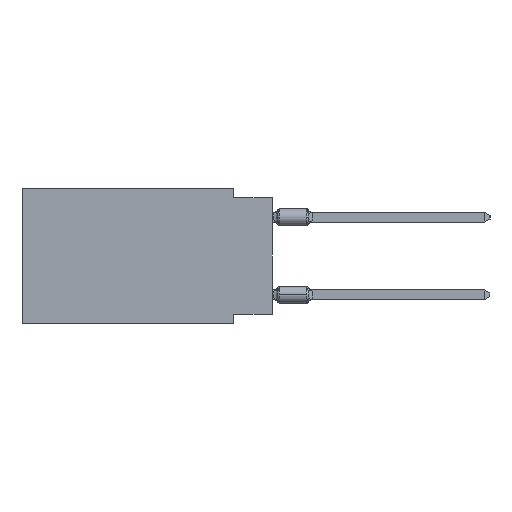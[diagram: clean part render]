
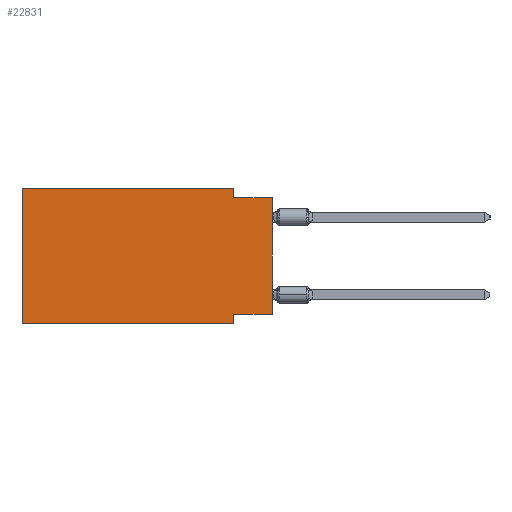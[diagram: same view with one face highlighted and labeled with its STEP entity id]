
A CAD part, left-side view. The second image highlights one B-rep face of the part: STEP entity #22831.
In plain terms, the highlighted planar face has unit normal (-1, 0, 0).
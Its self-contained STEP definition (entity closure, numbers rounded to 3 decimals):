
#868 = CARTESIAN_POINT ( 'NONE',  ( 0., 0., 0. ) ) ;
#925 = EDGE_CURVE ( 'NONE', #7623, #12803, #10287, .T. ) ;
#1229 = VERTEX_POINT ( 'NONE', #2675 ) ;
#1365 = EDGE_CURVE ( 'NONE', #25647, #14325, #3546, .T. ) ;
#2139 = EDGE_LOOP ( 'NONE', ( #7192, #29202, #7480, #19445, #16121, #11253, #9504, #8848 ) ) ;
#2675 = CARTESIAN_POINT ( 'NONE',  ( 0., 2.54, 0. ) ) ;
#2975 = LINE ( 'NONE', #5061, #8568 ) ;
#3546 = LINE ( 'NONE', #28399, #11454 ) ;
#4549 = DIRECTION ( 'NONE',  ( 0., 0., -1. ) ) ;
#5061 = CARTESIAN_POINT ( 'NONE',  ( 0., 16.383, 0. ) ) ;
#5251 = VECTOR ( 'NONE', #17507, 1000. ) ;
#5366 = CARTESIAN_POINT ( 'NONE',  ( 0., 16.383, 0. ) ) ;
#5483 = LINE ( 'NONE', #868, #10525 ) ;
#5488 = VECTOR ( 'NONE', #12805, 1000. ) ;
#5515 = DIRECTION ( 'NONE',  ( 1., 0., 0. ) ) ;
#7106 = EDGE_CURVE ( 'NONE', #14975, #8592, #28490, .T. ) ;
#7192 = ORIENTED_EDGE ( 'NONE', *, *, #21686, .T. ) ;
#7480 = ORIENTED_EDGE ( 'NONE', *, *, #23875, .F. ) ;
#7623 = VERTEX_POINT ( 'NONE', #20878 ) ;
#7748 = FACE_OUTER_BOUND ( 'NONE', #2139, .T. ) ;
#7903 = CARTESIAN_POINT ( 'NONE',  ( 0., 0., -0.635 ) ) ;
#8007 = VERTEX_POINT ( 'NONE', #19970 ) ;
#8197 = EDGE_CURVE ( 'NONE', #14325, #8592, #28147, .T. ) ;
#8568 = VECTOR ( 'NONE', #21123, 1000. ) ;
#8589 = VECTOR ( 'NONE', #4549, 1000. ) ;
#8592 = VERTEX_POINT ( 'NONE', #20012 ) ;
#8848 = ORIENTED_EDGE ( 'NONE', *, *, #1365, .F. ) ;
#9504 = ORIENTED_EDGE ( 'NONE', *, *, #8197, .F. ) ;
#10287 = LINE ( 'NONE', #7903, #16173 ) ;
#10525 = VECTOR ( 'NONE', #21242, 1000. ) ;
#10644 = CARTESIAN_POINT ( 'NONE',  ( 0., 16.383, -8.89 ) ) ;
#11253 = ORIENTED_EDGE ( 'NONE', *, *, #7106, .T. ) ;
#11454 = VECTOR ( 'NONE', #26312, 1000. ) ;
#11914 = DIRECTION ( 'NONE',  ( 0., 0., -1. ) ) ;
#12803 = VERTEX_POINT ( 'NONE', #19906 ) ;
#12805 = DIRECTION ( 'NONE',  ( 0., 0., -1. ) ) ;
#12807 = AXIS2_PLACEMENT_3D ( 'NONE', #5366, #5515, #11914 ) ;
#13643 = LINE ( 'NONE', #26725, #8589 ) ;
#13896 = CARTESIAN_POINT ( 'NONE',  ( 0., 0., -8.255 ) ) ;
#14325 = VERTEX_POINT ( 'NONE', #21234 ) ;
#14975 = VERTEX_POINT ( 'NONE', #20425 ) ;
#16090 = EDGE_CURVE ( 'NONE', #14975, #8007, #17645, .T. ) ;
#16121 = ORIENTED_EDGE ( 'NONE', *, *, #16090, .F. ) ;
#16173 = VECTOR ( 'NONE', #24411, 1000. ) ;
#17507 = DIRECTION ( 'NONE',  ( 0., 0., 1. ) ) ;
#17645 = LINE ( 'NONE', #29268, #5251 ) ;
#18270 = VECTOR ( 'NONE', #19701, 1000. ) ;
#19445 = ORIENTED_EDGE ( 'NONE', *, *, #19903, .F. ) ;
#19701 = DIRECTION ( 'NONE',  ( 0., -1., 0. ) ) ;
#19903 = EDGE_CURVE ( 'NONE', #8007, #1229, #2975, .T. ) ;
#19906 = CARTESIAN_POINT ( 'NONE',  ( 0., 0., -0.635 ) ) ;
#19970 = CARTESIAN_POINT ( 'NONE',  ( 0., 16.383, 0. ) ) ;
#20012 = CARTESIAN_POINT ( 'NONE',  ( 0., 2.54, -8.89 ) ) ;
#20425 = CARTESIAN_POINT ( 'NONE',  ( 0., 16.383, -8.89 ) ) ;
#20878 = CARTESIAN_POINT ( 'NONE',  ( 0., 2.54, -0.635 ) ) ;
#21123 = DIRECTION ( 'NONE',  ( 0., -1., 0. ) ) ;
#21234 = CARTESIAN_POINT ( 'NONE',  ( 0., 2.54, -8.255 ) ) ;
#21242 = DIRECTION ( 'NONE',  ( 0., 0., 1. ) ) ;
#21686 = EDGE_CURVE ( 'NONE', #25647, #12803, #5483, .T. ) ;
#22831 = ADVANCED_FACE ( 'NONE', ( #7748 ), #28137, .F. ) ;
#23875 = EDGE_CURVE ( 'NONE', #1229, #7623, #13643, .T. ) ;
#24264 = CARTESIAN_POINT ( 'NONE',  ( 0., 2.54, -8.89 ) ) ;
#24411 = DIRECTION ( 'NONE',  ( 0., -1., 0. ) ) ;
#25647 = VERTEX_POINT ( 'NONE', #13896 ) ;
#26312 = DIRECTION ( 'NONE',  ( 0., 1., 0. ) ) ;
#26725 = CARTESIAN_POINT ( 'NONE',  ( 0., 2.54, 0. ) ) ;
#28137 = PLANE ( 'NONE',  #12807 ) ;
#28147 = LINE ( 'NONE', #24264, #5488 ) ;
#28399 = CARTESIAN_POINT ( 'NONE',  ( 0., 0., -8.255 ) ) ;
#28490 = LINE ( 'NONE', #10644, #18270 ) ;
#29202 = ORIENTED_EDGE ( 'NONE', *, *, #925, .F. ) ;
#29268 = CARTESIAN_POINT ( 'NONE',  ( 0., 16.383, 0. ) ) ;
